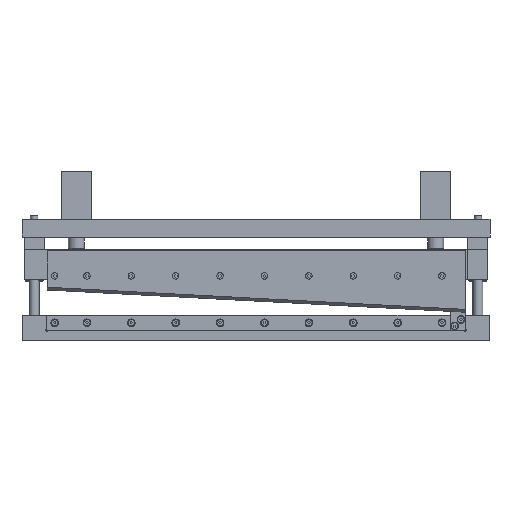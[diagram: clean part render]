
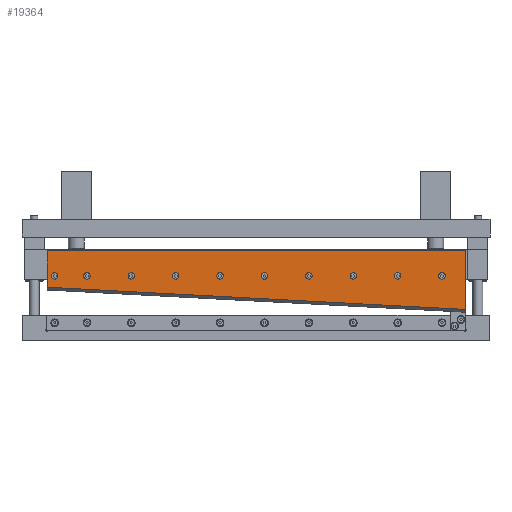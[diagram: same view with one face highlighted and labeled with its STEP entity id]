
A CAD part, front view. The second image highlights one B-rep face of the part: STEP entity #19364.
In plain terms, the highlighted planar face has unit normal (0, -1, 0).
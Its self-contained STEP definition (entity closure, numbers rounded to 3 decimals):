
#508=LINE('',#29484,#2006);
#511=LINE('',#29490,#2009);
#515=LINE('',#29548,#2013);
#518=LINE('',#29552,#2016);
#2006=VECTOR('',#23853,40.864);
#2009=VECTOR('',#23858,3.546);
#2013=VECTOR('',#23924,40.807);
#2016=VECTOR('',#23929,5.711);
#3390=PLANE('',#21103);
#4251=FACE_BOUND('',#6473,.T.);
#4252=FACE_BOUND('',#6474,.T.);
#4253=FACE_BOUND('',#6475,.T.);
#4254=FACE_BOUND('',#6476,.T.);
#4255=FACE_BOUND('',#6477,.T.);
#4256=FACE_BOUND('',#6478,.T.);
#4257=FACE_BOUND('',#6479,.T.);
#4258=FACE_BOUND('',#6480,.T.);
#4259=FACE_BOUND('',#6481,.T.);
#4260=FACE_BOUND('',#6482,.T.);
#4958=FACE_OUTER_BOUND('',#6472,.T.);
#6472=EDGE_LOOP('',(#13643,#13644,#13645,#13646));
#6473=EDGE_LOOP('',(#13647));
#6474=EDGE_LOOP('',(#13648));
#6475=EDGE_LOOP('',(#13649));
#6476=EDGE_LOOP('',(#13650));
#6477=EDGE_LOOP('',(#13651));
#6478=EDGE_LOOP('',(#13652));
#6479=EDGE_LOOP('',(#13653));
#6480=EDGE_LOOP('',(#13654));
#6481=EDGE_LOOP('',(#13655));
#6482=EDGE_LOOP('',(#13656));
#8216=CIRCLE('',#21072,0.213);
#8218=CIRCLE('',#21075,0.213);
#8220=CIRCLE('',#21078,0.213);
#8222=CIRCLE('',#21081,0.213);
#8224=CIRCLE('',#21084,0.213);
#8226=CIRCLE('',#21087,0.213);
#8228=CIRCLE('',#21090,0.213);
#8230=CIRCLE('',#21093,0.213);
#8232=CIRCLE('',#21096,0.213);
#8234=CIRCLE('',#21099,0.213);
#9030=VERTEX_POINT('',#29481);
#9031=VERTEX_POINT('',#29483);
#9033=VERTEX_POINT('',#29489);
#9036=VERTEX_POINT('',#29497);
#9038=VERTEX_POINT('',#29502);
#9040=VERTEX_POINT('',#29507);
#9042=VERTEX_POINT('',#29512);
#9044=VERTEX_POINT('',#29517);
#9046=VERTEX_POINT('',#29522);
#9048=VERTEX_POINT('',#29527);
#9050=VERTEX_POINT('',#29532);
#9052=VERTEX_POINT('',#29537);
#9054=VERTEX_POINT('',#29542);
#9056=VERTEX_POINT('',#29547);
#10834=EDGE_CURVE('',#9030,#9031,#508,.T.);
#10837=EDGE_CURVE('',#9033,#9031,#511,.T.);
#10841=EDGE_CURVE('',#9036,#9036,#8216,.T.);
#10843=EDGE_CURVE('',#9038,#9038,#8218,.T.);
#10845=EDGE_CURVE('',#9040,#9040,#8220,.T.);
#10847=EDGE_CURVE('',#9042,#9042,#8222,.T.);
#10849=EDGE_CURVE('',#9044,#9044,#8224,.T.);
#10851=EDGE_CURVE('',#9046,#9046,#8226,.T.);
#10853=EDGE_CURVE('',#9048,#9048,#8228,.T.);
#10855=EDGE_CURVE('',#9050,#9050,#8230,.T.);
#10857=EDGE_CURVE('',#9052,#9052,#8232,.T.);
#10859=EDGE_CURVE('',#9054,#9054,#8234,.T.);
#10861=EDGE_CURVE('',#9056,#9033,#515,.T.);
#10864=EDGE_CURVE('',#9030,#9056,#518,.T.);
#13643=ORIENTED_EDGE('',*,*,#10834,.F.);
#13644=ORIENTED_EDGE('',*,*,#10864,.T.);
#13645=ORIENTED_EDGE('',*,*,#10861,.T.);
#13646=ORIENTED_EDGE('',*,*,#10837,.T.);
#13647=ORIENTED_EDGE('',*,*,#10841,.T.);
#13648=ORIENTED_EDGE('',*,*,#10843,.T.);
#13649=ORIENTED_EDGE('',*,*,#10845,.T.);
#13650=ORIENTED_EDGE('',*,*,#10847,.T.);
#13651=ORIENTED_EDGE('',*,*,#10849,.T.);
#13652=ORIENTED_EDGE('',*,*,#10851,.T.);
#13653=ORIENTED_EDGE('',*,*,#10853,.T.);
#13654=ORIENTED_EDGE('',*,*,#10855,.T.);
#13655=ORIENTED_EDGE('',*,*,#10857,.T.);
#13656=ORIENTED_EDGE('',*,*,#10859,.T.);
#19364=ADVANCED_FACE('',(#4958,#4251,#4252,#4253,#4254,#4255,#4256,#4257,
#4258,#4259,#4260),#3390,.F.);
#21072=AXIS2_PLACEMENT_3D('',#29498,#23865,#23866);
#21075=AXIS2_PLACEMENT_3D('',#29503,#23871,#23872);
#21078=AXIS2_PLACEMENT_3D('',#29508,#23877,#23878);
#21081=AXIS2_PLACEMENT_3D('',#29513,#23883,#23884);
#21084=AXIS2_PLACEMENT_3D('',#29518,#23889,#23890);
#21087=AXIS2_PLACEMENT_3D('',#29523,#23895,#23896);
#21090=AXIS2_PLACEMENT_3D('',#29528,#23901,#23902);
#21093=AXIS2_PLACEMENT_3D('',#29533,#23907,#23908);
#21096=AXIS2_PLACEMENT_3D('',#29538,#23913,#23914);
#21099=AXIS2_PLACEMENT_3D('',#29543,#23919,#23920);
#21103=AXIS2_PLACEMENT_3D('',#29554,#23932,#23933);
#23853=DIRECTION('',(-0.999,0.,0.053));
#23858=DIRECTION('',(0.,0.,-1.));
#23865=DIRECTION('center_axis',(0.,1.,
0.));
#23866=DIRECTION('ref_axis',(1.,0.,0.));
#23871=DIRECTION('center_axis',(0.,1.,
0.));
#23872=DIRECTION('ref_axis',(1.,0.,0.));
#23877=DIRECTION('center_axis',(0.,1.,
0.));
#23878=DIRECTION('ref_axis',(1.,0.,0.));
#23883=DIRECTION('center_axis',(0.,1.,
0.));
#23884=DIRECTION('ref_axis',(1.,0.,0.));
#23889=DIRECTION('center_axis',(0.,1.,
0.));
#23890=DIRECTION('ref_axis',(1.,0.,0.));
#23895=DIRECTION('center_axis',(0.,1.,
0.));
#23896=DIRECTION('ref_axis',(1.,0.,0.));
#23901=DIRECTION('center_axis',(0.,1.,
0.));
#23902=DIRECTION('ref_axis',(1.,0.,0.));
#23907=DIRECTION('center_axis',(0.,1.,
0.));
#23908=DIRECTION('ref_axis',(1.,0.,0.));
#23913=DIRECTION('center_axis',(0.,1.,
0.));
#23914=DIRECTION('ref_axis',(1.,0.,0.));
#23919=DIRECTION('center_axis',(0.,1.,
0.));
#23920=DIRECTION('ref_axis',(1.,0.,0.));
#23924=DIRECTION('',(-1.,0.,0.));
#23929=DIRECTION('',(0.,0.,1.));
#23932=DIRECTION('center_axis',(0.,1.,
0.));
#23933=DIRECTION('ref_axis',(0.,0.,1.));
#29481=CARTESIAN_POINT('',(-1.529,-0.866,3.038));
#29483=CARTESIAN_POINT('',(-42.336,-0.866,5.203));
#29484=CARTESIAN_POINT('',(-31.943,-0.866,4.652));
#29489=CARTESIAN_POINT('',(-42.336,-0.866,8.749));
#29490=CARTESIAN_POINT('',(-42.336,-0.866,8.749));
#29497=CARTESIAN_POINT('',(-41.395,-0.866,6.308));
#29498=CARTESIAN_POINT('Origin',(-41.608,-0.866,6.308));
#29502=CARTESIAN_POINT('',(-33.915,-0.866,6.308));
#29503=CARTESIAN_POINT('Origin',(-34.127,-0.866,6.308));
#29507=CARTESIAN_POINT('',(-29.584,-0.866,6.308));
#29508=CARTESIAN_POINT('Origin',(-29.797,-0.866,6.308));
#29512=CARTESIAN_POINT('',(-25.253,-0.866,6.308));
#29513=CARTESIAN_POINT('Origin',(-25.466,-0.866,6.308));
#29517=CARTESIAN_POINT('',(-20.923,-0.866,6.308));
#29518=CARTESIAN_POINT('Origin',(-21.135,-0.866,6.308));
#29522=CARTESIAN_POINT('',(-16.592,-0.866,6.308));
#29523=CARTESIAN_POINT('Origin',(-16.805,-0.866,6.308));
#29527=CARTESIAN_POINT('',(-12.261,-0.866,6.308));
#29528=CARTESIAN_POINT('Origin',(-12.474,-0.866,6.308));
#29532=CARTESIAN_POINT('',(-7.931,-0.866,6.308));
#29533=CARTESIAN_POINT('Origin',(-8.143,-0.866,6.308));
#29537=CARTESIAN_POINT('',(-38.245,-0.866,6.308));
#29538=CARTESIAN_POINT('Origin',(-38.458,-0.866,6.308));
#29542=CARTESIAN_POINT('',(-3.6,-0.866,6.308));
#29543=CARTESIAN_POINT('Origin',(-3.812,-0.866,6.308));
#29547=CARTESIAN_POINT('',(-1.529,-0.866,8.749));
#29548=CARTESIAN_POINT('',(-1.529,-0.866,8.749));
#29552=CARTESIAN_POINT('',(-1.529,-0.866,2.765));
#29554=CARTESIAN_POINT('Origin',(-21.449,-0.866,6.284));
